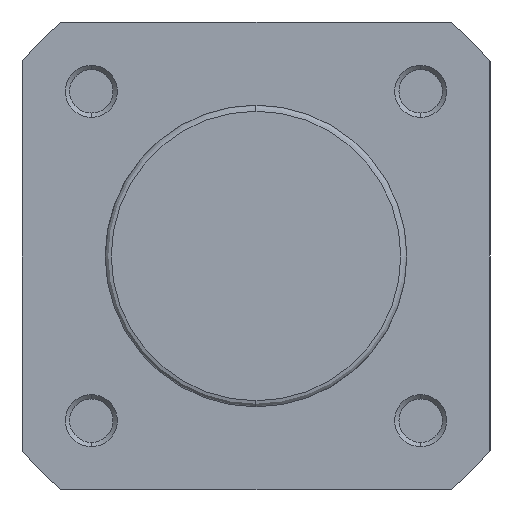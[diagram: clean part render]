
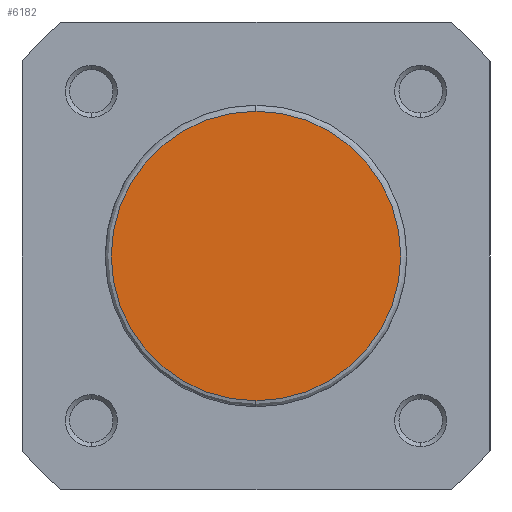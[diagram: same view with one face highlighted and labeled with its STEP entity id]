
A CAD part, left-side view. The second image highlights one B-rep face of the part: STEP entity #6182.
In plain terms, the highlighted planar face has unit normal (-1, 0, 0).
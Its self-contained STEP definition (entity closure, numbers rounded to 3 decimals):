
#333 = VERTEX_POINT ( 'NONE', #1803 ) ;
#378 = VERTEX_POINT ( 'NONE', #1848 ) ;
#1250 = EDGE_CURVE ( 'NONE', #378, #333, #5704, .T. ) ;
#1314 = EDGE_CURVE ( 'NONE', #333, #378, #5798, .T. ) ;
#1486 = AXIS2_PLACEMENT_3D ( 'NONE', #2623, #2624, #2625 ) ;
#1517 = AXIS2_PLACEMENT_3D ( 'NONE', #2776, #2783, #2784 ) ;
#1635 = AXIS2_PLACEMENT_3D ( 'NONE', #3236, #3239, #3240 ) ;
#1803 = CARTESIAN_POINT ( 'NONE',  ( 0., 0., -16.7 ) ) ;
#1848 = CARTESIAN_POINT ( 'NONE',  ( 0., 0., 16.7 ) ) ;
#2623 = CARTESIAN_POINT ( 'NONE',  ( 0., 0., 0. ) ) ;
#2624 = DIRECTION ( 'NONE',  ( -1., 0., 0. ) ) ;
#2625 = DIRECTION ( 'NONE',  ( 0., 0., 1. ) ) ;
#2776 = CARTESIAN_POINT ( 'NONE',  ( 0., 0., 0. ) ) ;
#2783 = DIRECTION ( 'NONE',  ( -1., 0., 0. ) ) ;
#2784 = DIRECTION ( 'NONE',  ( 0., 0., 1. ) ) ;
#3236 = CARTESIAN_POINT ( 'NONE',  ( 0., -17.4, 0. ) ) ;
#3237 = PLANE ( 'NONE',  #1635 ) ;
#3239 = DIRECTION ( 'NONE',  ( -1., 0., 0. ) ) ;
#3240 = DIRECTION ( 'NONE',  ( 0., 0., 1. ) ) ;
#4269 = EDGE_LOOP ( 'NONE', ( #4784, #4783 ) ) ;
#4783 = ORIENTED_EDGE ( 'NONE', *, *, #1314, .T. ) ;
#4784 = ORIENTED_EDGE ( 'NONE', *, *, #1250, .T. ) ;
#5704 = CIRCLE ( 'NONE', #1486, 16.7 ) ;
#5798 = CIRCLE ( 'NONE', #1517, 16.7 ) ;
#6043 = FACE_OUTER_BOUND ( 'NONE', #4269, .T. ) ;
#6182 = ADVANCED_FACE ( 'NONE', ( #6043 ), #3237, .T. ) ;
